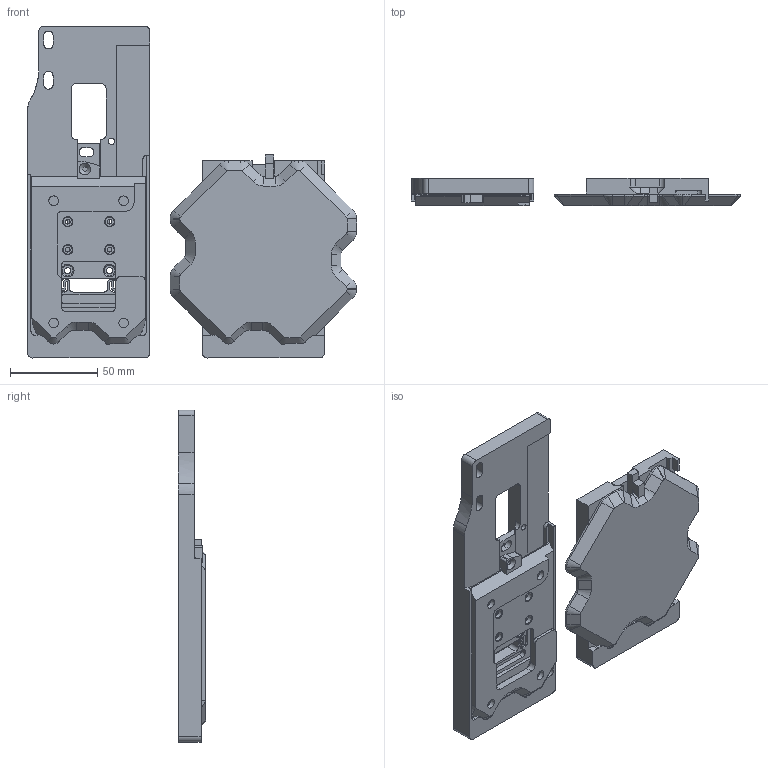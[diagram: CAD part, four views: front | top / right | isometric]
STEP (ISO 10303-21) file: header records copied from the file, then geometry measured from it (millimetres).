
FILE_DESCRIPTION(/* description */ (''),/* implementation_level */ '2;1');
FILE_NAME(/* name */ 'kcleat-milling-jig',/* time_stamp */ '2024-03-01T13:47:59+01:00',/* author */ (''),/* organization */ (''),/* preprocessor_version */ 'ST-DEVELOPER v16.5',/* originating_system */ 'Rhino 7.36',/* authorisation */ '');
FILE_SCHEMA (('CONFIG_CONTROL_DESIGN'));
Length unit declared in the file: millimetre
Products named in the file (1): Document
Bounding box: 188.3 x 15.6 x 190 mm (x, y, z)
Volume: 231861.7 mm3; surface area: 98603.1 mm2
Topology: 6 solids, 6 shells, 743 faces, 2003 edges, 1309 vertices
Faces by surface type: plane 359, cylinder 287, bspline 97
Full cylindrical faces by diameter (mm): 2.7 x5, 3.5 x8, 3.6 x1, 4.1 x24, 5.25 x4, 5.5 x4, 6.25 x8, 6.9 x8
Entity records: 22611 total; most frequent: CARTESIAN_POINT 9544, ORIENTED_EDGE 4004, EDGE_CURVE 2002, VERTEX_POINT 1307, B_SPLINE_CURVE_WITH_KNOTS 1275, EDGE_LOOP 845, ADVANCED_FACE 743, FACE_OUTER_BOUND 743
